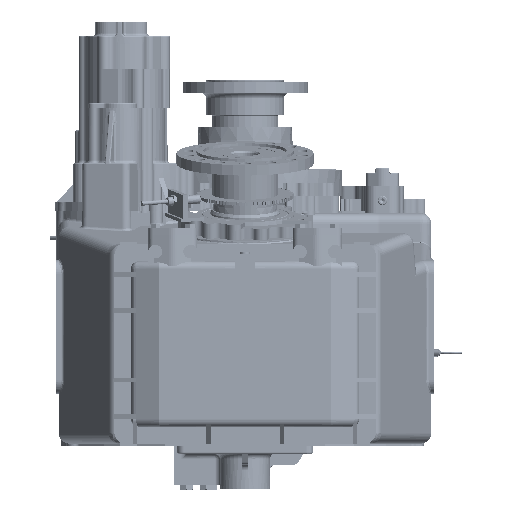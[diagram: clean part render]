
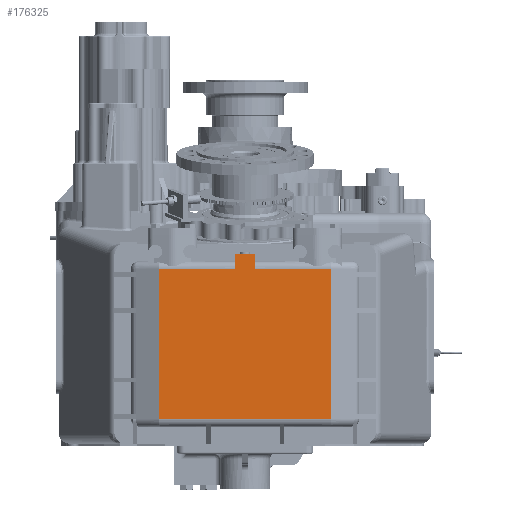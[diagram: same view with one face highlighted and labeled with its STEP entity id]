
A CAD part, front view. The second image highlights one B-rep face of the part: STEP entity #176325.
In plain terms, the highlighted planar face has unit normal (0, -1, 0).
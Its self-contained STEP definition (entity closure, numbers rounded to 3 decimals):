
#977 = CARTESIAN_POINT ( 'NONE',  ( -124.151, -336.281, 106.991 ) ) ;
#2391 = VERTEX_POINT ( 'NONE', #217391 ) ;
#2490 = ORIENTED_EDGE ( 'NONE', *, *, #108819, .F. ) ;
#3148 = VECTOR ( 'NONE', #140574, 1000. ) ;
#14922 = CARTESIAN_POINT ( 'NONE',  ( 13.349, -336.281, 132.991 ) ) ;
#17657 = EDGE_LOOP ( 'NONE', ( #152099, #181561, #61615, #118338, #102105, #2490, #173481, #234130 ) ) ;
#21274 = VECTOR ( 'NONE', #90799, 1000. ) ;
#24183 = VERTEX_POINT ( 'NONE', #166141 ) ;
#34648 = EDGE_CURVE ( 'NONE', #100811, #122309, #94111, .T. ) ;
#39964 = CARTESIAN_POINT ( 'NONE',  ( 185.849, -336.281, -177.009 ) ) ;
#39998 = CARTESIAN_POINT ( 'NONE',  ( -124.151, -336.281, -163.009 ) ) ;
#41088 = VERTEX_POINT ( 'NONE', #97603 ) ;
#42736 = CARTESIAN_POINT ( 'NONE',  ( -124.151, -336.281, 106.991 ) ) ;
#45751 = VECTOR ( 'NONE', #183827, 1000. ) ;
#52165 = PLANE ( 'NONE',  #65441 ) ;
#52962 = CARTESIAN_POINT ( 'NONE',  ( -124.151, -336.281, -177.009 ) ) ;
#61615 = ORIENTED_EDGE ( 'NONE', *, *, #65783, .T. ) ;
#61743 = EDGE_CURVE ( 'NONE', #2391, #82283, #230555, .T. ) ;
#61842 = DIRECTION ( 'NONE',  ( 0., 0., -1. ) ) ;
#65441 = AXIS2_PLACEMENT_3D ( 'NONE', #52962, #180175, #71255 ) ;
#65783 = EDGE_CURVE ( 'NONE', #41088, #100811, #184847, .T. ) ;
#69286 = VERTEX_POINT ( 'NONE', #89828 ) ;
#71255 = DIRECTION ( 'NONE',  ( 1., 0., 0. ) ) ;
#72729 = VERTEX_POINT ( 'NONE', #39998 ) ;
#82283 = VERTEX_POINT ( 'NONE', #42736 ) ;
#89828 = CARTESIAN_POINT ( 'NONE',  ( 13.349, -336.281, 132.991 ) ) ;
#90799 = DIRECTION ( 'NONE',  ( 0., 0., 1. ) ) ;
#91535 = CARTESIAN_POINT ( 'NONE',  ( -124.151, -336.281, 106.991 ) ) ;
#93845 = VECTOR ( 'NONE', #185447, 1000. ) ;
#94111 = LINE ( 'NONE', #977, #45751 ) ;
#95080 = DIRECTION ( 'NONE',  ( 1., 0., 0. ) ) ;
#97603 = CARTESIAN_POINT ( 'NONE',  ( 185.849, -336.281, -163.009 ) ) ;
#99218 = EDGE_CURVE ( 'NONE', #24183, #122309, #218958, .T. ) ;
#99946 = LINE ( 'NONE', #122277, #3148 ) ;
#100811 = VERTEX_POINT ( 'NONE', #152700 ) ;
#102105 = ORIENTED_EDGE ( 'NONE', *, *, #99218, .F. ) ;
#105591 = DIRECTION ( 'NONE',  ( 0., 0., -1. ) ) ;
#108819 = EDGE_CURVE ( 'NONE', #69286, #24183, #203665, .T. ) ;
#109749 = DIRECTION ( 'NONE',  ( -1., 0., 0. ) ) ;
#118338 = ORIENTED_EDGE ( 'NONE', *, *, #34648, .T. ) ;
#122247 = VECTOR ( 'NONE', #61842, 1000. ) ;
#122277 = CARTESIAN_POINT ( 'NONE',  ( -124.151, -336.281, -163.009 ) ) ;
#122309 = VERTEX_POINT ( 'NONE', #138946 ) ;
#130092 = LINE ( 'NONE', #14922, #221104 ) ;
#138556 = FACE_OUTER_BOUND ( 'NONE', #17657, .T. ) ;
#138946 = CARTESIAN_POINT ( 'NONE',  ( 48.349, -336.281, 106.991 ) ) ;
#140574 = DIRECTION ( 'NONE',  ( 1., 0., 0. ) ) ;
#149647 = VECTOR ( 'NONE', #95080, 1000. ) ;
#152099 = ORIENTED_EDGE ( 'NONE', *, *, #225908, .F. ) ;
#152700 = CARTESIAN_POINT ( 'NONE',  ( 185.849, -336.281, 106.991 ) ) ;
#160610 = LINE ( 'NONE', #199609, #21274 ) ;
#166141 = CARTESIAN_POINT ( 'NONE',  ( 48.349, -336.281, 132.991 ) ) ;
#167423 = CARTESIAN_POINT ( 'NONE',  ( 13.349, -336.281, 132.991 ) ) ;
#173481 = ORIENTED_EDGE ( 'NONE', *, *, #210757, .T. ) ;
#176325 = ADVANCED_FACE ( 'NONE', ( #138556 ), #52165, .T. ) ;
#180175 = DIRECTION ( 'NONE',  ( 0., -1., 0. ) ) ;
#181561 = ORIENTED_EDGE ( 'NONE', *, *, #208963, .T. ) ;
#183827 = DIRECTION ( 'NONE',  ( -1., 0., 0. ) ) ;
#184847 = LINE ( 'NONE', #39964, #93845 ) ;
#185447 = DIRECTION ( 'NONE',  ( 0., 0., 1. ) ) ;
#199609 = CARTESIAN_POINT ( 'NONE',  ( -124.151, -336.281, -177.009 ) ) ;
#203665 = LINE ( 'NONE', #167423, #149647 ) ;
#207287 = CARTESIAN_POINT ( 'NONE',  ( 48.349, -336.281, 132.991 ) ) ;
#208963 = EDGE_CURVE ( 'NONE', #72729, #41088, #99946, .T. ) ;
#210757 = EDGE_CURVE ( 'NONE', #69286, #2391, #130092, .T. ) ;
#213433 = VECTOR ( 'NONE', #109749, 1000. ) ;
#217391 = CARTESIAN_POINT ( 'NONE',  ( 13.349, -336.281, 106.991 ) ) ;
#218958 = LINE ( 'NONE', #207287, #122247 ) ;
#221104 = VECTOR ( 'NONE', #105591, 1000. ) ;
#225908 = EDGE_CURVE ( 'NONE', #72729, #82283, #160610, .T. ) ;
#230555 = LINE ( 'NONE', #91535, #213433 ) ;
#234130 = ORIENTED_EDGE ( 'NONE', *, *, #61743, .T. ) ;
